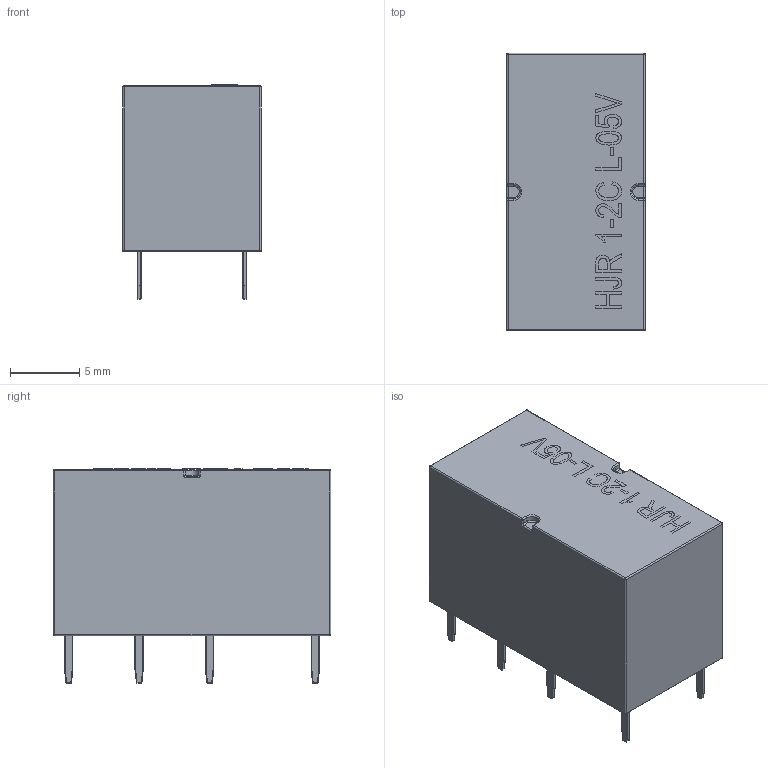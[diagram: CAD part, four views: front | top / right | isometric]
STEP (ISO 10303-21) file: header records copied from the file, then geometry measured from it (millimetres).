
FILE_DESCRIPTION(('FreeCAD Model'),'2;1');
FILE_NAME('Open CASCADE Shape Model','2024-10-13T22:48:00',(''),(''), 'Open CASCADE STEP processor 7.6','FreeCAD','Unknown');
FILE_SCHEMA(('AUTOMOTIVE_DESIGN { 1 0 10303 214 1 1 1 1 }'));
Length unit declared in the file: millimetre
Products named in the file (11): Part001; Shell; Solid020; Solid021; Solid022; Solid023; Solid024; Solid025; Solid026; Solid027; ShapeString
Assembly tree (10 placements, depth 2):
  Part001
    Shell
    Solid020
    Solid021
    Solid022
    Solid023
    Solid024
    Solid025
    Solid026
    Solid027
    ShapeString
Bounding box: 10 x 20 x 15.45 mm (x, y, z)
Volume: 2384.9 mm3; surface area: 1224.6 mm2
Topology: 9 solids, 21 shells, 587 faces, 1441 edges, 753 vertices
Faces by surface type: cylinder 278, sphere 140, plane 129, torus 40
Entity records: 18088 total; most frequent: DIRECTION 2990, CARTESIAN_POINT 2842, ORIENTED_EDGE 2441, EDGE_CURVE 1301, AXIS2_PLACEMENT_3D 1186, VERTEX_POINT 753, LINE 618, VECTOR 618
